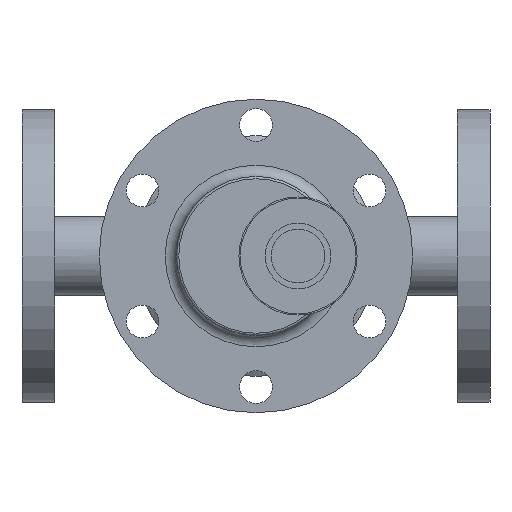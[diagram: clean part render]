
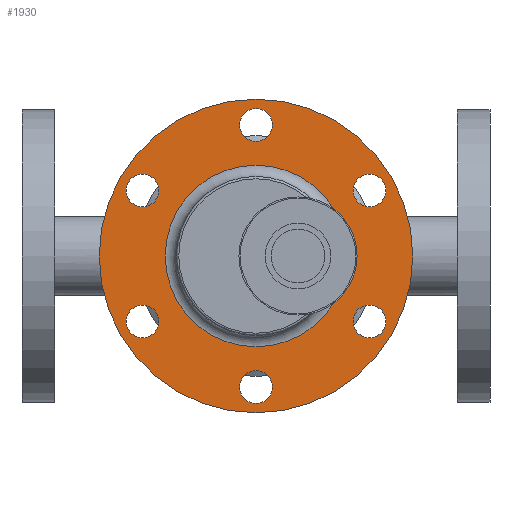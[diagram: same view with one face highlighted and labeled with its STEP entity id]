
A CAD part, left-side view. The second image highlights one B-rep face of the part: STEP entity #1930.
In plain terms, the highlighted planar face has unit normal (-1, 0, 0).
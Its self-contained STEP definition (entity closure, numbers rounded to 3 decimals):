
#289=FACE_BOUND('',#651,.T.);
#290=FACE_BOUND('',#652,.T.);
#291=FACE_BOUND('',#653,.T.);
#292=FACE_BOUND('',#654,.T.);
#293=FACE_BOUND('',#655,.T.);
#294=FACE_BOUND('',#656,.T.);
#295=FACE_BOUND('',#657,.T.);
#340=PLANE('',#2248);
#456=FACE_OUTER_BOUND('',#650,.T.);
#650=EDGE_LOOP('',(#1757));
#651=EDGE_LOOP('',(#1758));
#652=EDGE_LOOP('',(#1759));
#653=EDGE_LOOP('',(#1760));
#654=EDGE_LOOP('',(#1761));
#655=EDGE_LOOP('',(#1762));
#656=EDGE_LOOP('',(#1763));
#657=EDGE_LOOP('',(#1764,#1765));
#725=CIRCLE('',#2032,7.);
#729=CIRCLE('',#2038,7.);
#733=CIRCLE('',#2044,7.);
#737=CIRCLE('',#2050,7.);
#741=CIRCLE('',#2056,7.);
#745=CIRCLE('',#2062,7.);
#852=CIRCLE('',#2247,67.);
#853=CIRCLE('',#2249,38.798);
#854=CIRCLE('',#2250,38.798);
#906=VERTEX_POINT('',#3070);
#910=VERTEX_POINT('',#3082);
#914=VERTEX_POINT('',#3094);
#918=VERTEX_POINT('',#3106);
#922=VERTEX_POINT('',#3118);
#926=VERTEX_POINT('',#3130);
#1024=VERTEX_POINT('',#3686);
#1025=VERTEX_POINT('',#3690);
#1026=VERTEX_POINT('',#3691);
#1098=EDGE_CURVE('',#906,#906,#725,.T.);
#1104=EDGE_CURVE('',#910,#910,#729,.T.);
#1110=EDGE_CURVE('',#914,#914,#733,.T.);
#1116=EDGE_CURVE('',#918,#918,#737,.T.);
#1122=EDGE_CURVE('',#922,#922,#741,.T.);
#1128=EDGE_CURVE('',#926,#926,#745,.T.);
#1275=EDGE_CURVE('',#1024,#1024,#852,.T.);
#1277=EDGE_CURVE('',#1025,#1026,#853,.T.);
#1278=EDGE_CURVE('',#1026,#1025,#854,.T.);
#1757=ORIENTED_EDGE('',*,*,#1275,.T.);
#1758=ORIENTED_EDGE('',*,*,#1098,.T.);
#1759=ORIENTED_EDGE('',*,*,#1104,.T.);
#1760=ORIENTED_EDGE('',*,*,#1110,.T.);
#1761=ORIENTED_EDGE('',*,*,#1116,.T.);
#1762=ORIENTED_EDGE('',*,*,#1122,.T.);
#1763=ORIENTED_EDGE('',*,*,#1128,.T.);
#1764=ORIENTED_EDGE('',*,*,#1277,.F.);
#1765=ORIENTED_EDGE('',*,*,#1278,.F.);
#1930=ADVANCED_FACE('',(#456,#289,#290,#291,#292,#293,#294,#295),#340,.T.);
#2032=AXIS2_PLACEMENT_3D('',#3071,#2429,#2430);
#2038=AXIS2_PLACEMENT_3D('',#3083,#2443,#2444);
#2044=AXIS2_PLACEMENT_3D('',#3095,#2457,#2458);
#2050=AXIS2_PLACEMENT_3D('',#3107,#2471,#2472);
#2056=AXIS2_PLACEMENT_3D('',#3119,#2485,#2486);
#2062=AXIS2_PLACEMENT_3D('',#3131,#2499,#2500);
#2247=AXIS2_PLACEMENT_3D('',#3687,#2900,#2901);
#2248=AXIS2_PLACEMENT_3D('',#3689,#2903,#2904);
#2249=AXIS2_PLACEMENT_3D('',#3692,#2905,#2906);
#2250=AXIS2_PLACEMENT_3D('',#3693,#2907,#2908);
#2429=DIRECTION('center_axis',(1.,0.,0.));
#2430=DIRECTION('ref_axis',(0.,0.,1.));
#2443=DIRECTION('center_axis',(1.,0.,0.));
#2444=DIRECTION('ref_axis',(0.,0.,1.));
#2457=DIRECTION('center_axis',(1.,0.,0.));
#2458=DIRECTION('ref_axis',(0.,0.,1.));
#2471=DIRECTION('center_axis',(1.,0.,0.));
#2472=DIRECTION('ref_axis',(0.,0.,1.));
#2485=DIRECTION('center_axis',(1.,0.,0.));
#2486=DIRECTION('ref_axis',(0.,0.,1.));
#2499=DIRECTION('center_axis',(1.,0.,0.));
#2500=DIRECTION('ref_axis',(0.,0.,1.));
#2900=DIRECTION('center_axis',(-1.,0.,0.));
#2901=DIRECTION('ref_axis',(0.,0.,1.));
#2903=DIRECTION('center_axis',(-1.,0.,0.));
#2904=DIRECTION('ref_axis',(0.,0.,1.));
#2905=DIRECTION('center_axis',(-1.,0.,0.));
#2906=DIRECTION('ref_axis',(0.,0.,1.));
#2907=DIRECTION('center_axis',(-1.,0.,0.));
#2908=DIRECTION('ref_axis',(0.,0.,1.));
#3070=CARTESIAN_POINT('',(-1020.,0.,-63.));
#3071=CARTESIAN_POINT('Origin',(-1020.,0.,-56.));
#3082=CARTESIAN_POINT('',(-1020.,48.497,21.));
#3083=CARTESIAN_POINT('Origin',(-1020.,48.497,28.));
#3094=CARTESIAN_POINT('',(-1020.,-48.497,21.));
#3095=CARTESIAN_POINT('Origin',(-1020.,-48.497,28.));
#3106=CARTESIAN_POINT('',(-1020.,-48.497,-35.));
#3107=CARTESIAN_POINT('Origin',(-1020.,-48.497,-28.));
#3118=CARTESIAN_POINT('',(-1020.,48.497,-35.));
#3119=CARTESIAN_POINT('Origin',(-1020.,48.497,-28.));
#3130=CARTESIAN_POINT('',(-1020.,0.,49.));
#3131=CARTESIAN_POINT('Origin',(-1020.,0.,56.));
#3686=CARTESIAN_POINT('',(-1020.,-67.,0.));
#3687=CARTESIAN_POINT('Origin',(-1020.,0.,0.));
#3689=CARTESIAN_POINT('Origin',(-1020.,38.798,0.));
#3690=CARTESIAN_POINT('',(-1020.002,38.798,0.));
#3691=CARTESIAN_POINT('',(-1020.002,0.,-38.798));
#3692=CARTESIAN_POINT('Origin',(-1020.002,0.,
0.));
#3693=CARTESIAN_POINT('Origin',(-1020.002,0.,
0.));
